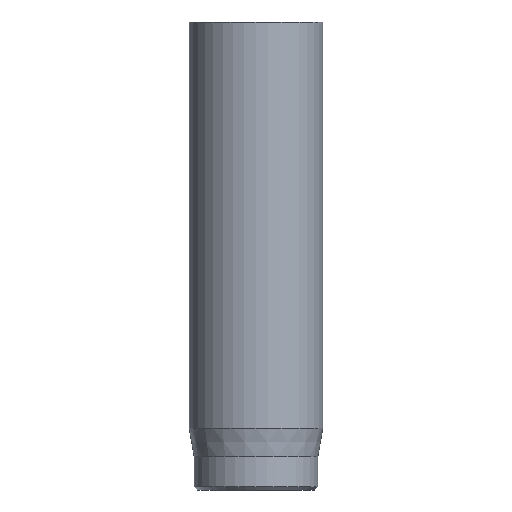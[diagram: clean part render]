
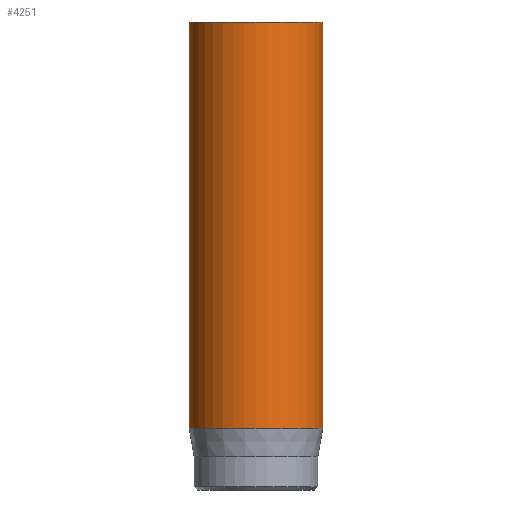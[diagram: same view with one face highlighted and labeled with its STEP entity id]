
A CAD part, front view. The second image highlights one B-rep face of the part: STEP entity #4251.
In plain terms, the highlighted cylindrical face has radius 2 mm (diameter 4 mm), a full revolution.
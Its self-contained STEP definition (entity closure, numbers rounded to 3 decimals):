
#44=CYLINDRICAL_SURFACE('',#4417,2.);
#47=CIRCLE('',#4387,2.);
#61=CIRCLE('',#4415,2.);
#62=CIRCLE('',#4416,2.);
#386=FACE_OUTER_BOUND('',#638,.T.);
#638=EDGE_LOOP('',(#3788,#3789,#3790,#3791,#3792));
#946=LINE('',#8116,#1262);
#1262=VECTOR('',#4925,2.);
#1948=VERTEX_POINT('',#8061);
#1962=VERTEX_POINT('',#8110);
#1963=VERTEX_POINT('',#8111);
#2555=EDGE_CURVE('',#1948,#1948,#47,.T.);
#2576=EDGE_CURVE('',#1962,#1963,#61,.T.);
#2577=EDGE_CURVE('',#1963,#1962,#62,.T.);
#2579=EDGE_CURVE('',#1948,#1962,#946,.T.);
#3788=ORIENTED_EDGE('',*,*,#2555,.T.);
#3789=ORIENTED_EDGE('',*,*,#2579,.T.);
#3790=ORIENTED_EDGE('',*,*,#2576,.T.);
#3791=ORIENTED_EDGE('',*,*,#2577,.T.);
#3792=ORIENTED_EDGE('',*,*,#2579,.F.);
#4251=ADVANCED_FACE('',(#386),#44,.T.);
#4387=AXIS2_PLACEMENT_3D('',#8062,#4855,#4856);
#4415=AXIS2_PLACEMENT_3D('',#8112,#4918,#4919);
#4416=AXIS2_PLACEMENT_3D('',#8113,#4920,#4921);
#4417=AXIS2_PLACEMENT_3D('',#8115,#4923,#4924);
#4855=DIRECTION('center_axis',(0.,0.,-1.));
#4856=DIRECTION('ref_axis',(-1.,0.,0.));
#4918=DIRECTION('center_axis',(0.,0.,1.));
#4919=DIRECTION('ref_axis',(-1.,0.,0.));
#4920=DIRECTION('center_axis',(0.,0.,1.));
#4921=DIRECTION('ref_axis',(-1.,0.,0.));
#4923=DIRECTION('center_axis',(0.,0.,1.));
#4924=DIRECTION('ref_axis',(-1.,0.,0.));
#4925=DIRECTION('',(0.,0.,-1.));
#8061=CARTESIAN_POINT('',(2.,0.,14.));
#8062=CARTESIAN_POINT('Origin',(0.,0.,14.));
#8110=CARTESIAN_POINT('',(2.,0.,1.851));
#8111=CARTESIAN_POINT('',(-2.,0.,1.851));
#8112=CARTESIAN_POINT('Origin',(0.,0.,1.851));
#8113=CARTESIAN_POINT('Origin',(0.,0.,1.851));
#8115=CARTESIAN_POINT('Origin',(0.,0.,0.));
#8116=CARTESIAN_POINT('',(2.,0.,0.));
